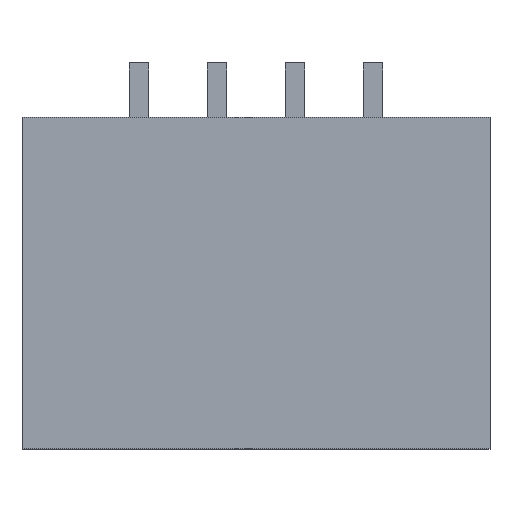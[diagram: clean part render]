
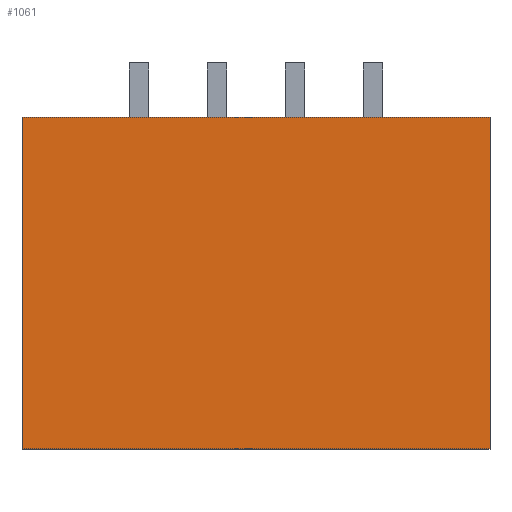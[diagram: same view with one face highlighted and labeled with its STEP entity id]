
A CAD part, top view. The second image highlights one B-rep face of the part: STEP entity #1061.
In plain terms, the highlighted planar face has unit normal (0, 0, 1).
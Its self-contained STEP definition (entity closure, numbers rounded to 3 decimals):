
#67=FACE_OUTER_BOUND('',#121,.T.);
#121=EDGE_LOOP('',(#932,#933,#934,#935));
#171=LINE('',#1485,#315);
#230=LINE('',#1601,#374);
#263=LINE('',#1668,#407);
#265=LINE('',#1671,#409);
#315=VECTOR('',#1214,10.);
#374=VECTOR('',#1307,10.);
#407=VECTOR('',#1374,10.);
#409=VECTOR('',#1378,10.);
#445=VERTEX_POINT('',#1482);
#446=VERTEX_POINT('',#1484);
#486=VERTEX_POINT('',#1599);
#503=VERTEX_POINT('',#1667);
#553=EDGE_CURVE('',#446,#445,#171,.T.);
#612=EDGE_CURVE('',#445,#486,#230,.T.);
#645=EDGE_CURVE('',#503,#446,#263,.T.);
#647=EDGE_CURVE('',#486,#503,#265,.T.);
#932=ORIENTED_EDGE('',*,*,#612,.T.);
#933=ORIENTED_EDGE('',*,*,#647,.T.);
#934=ORIENTED_EDGE('',*,*,#645,.T.);
#935=ORIENTED_EDGE('',*,*,#553,.T.);
#988=PLANE('',#1128);
#1061=ADVANCED_FACE('',(#67),#988,.T.);
#1128=AXIS2_PLACEMENT_3D('',#1672,#1379,#1380);
#1214=DIRECTION('',(0.,-1.,0.));
#1307=DIRECTION('',(1.,0.,0.));
#1374=DIRECTION('',(-1.,0.,0.));
#1378=DIRECTION('',(0.,1.,0.));
#1379=DIRECTION('center_axis',(0.,0.,1.));
#1380=DIRECTION('ref_axis',(1.,0.,0.));
#1482=CARTESIAN_POINT('',(-3.,0.,2.95));
#1484=CARTESIAN_POINT('',(-3.,4.25,2.95));
#1485=CARTESIAN_POINT('',(-3.,0.,2.95));
#1599=CARTESIAN_POINT('',(3.,0.,2.95));
#1601=CARTESIAN_POINT('',(3.,0.,2.95));
#1667=CARTESIAN_POINT('',(3.,4.25,2.95));
#1668=CARTESIAN_POINT('',(-3.,4.25,2.95));
#1671=CARTESIAN_POINT('',(3.,4.25,2.95));
#1672=CARTESIAN_POINT('Origin',(0.,2.125,2.95));
